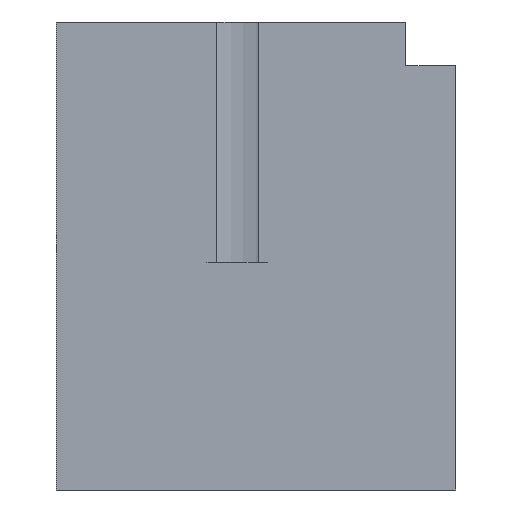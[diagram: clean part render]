
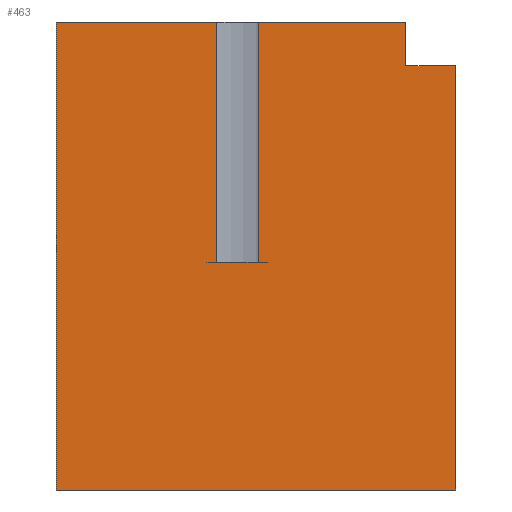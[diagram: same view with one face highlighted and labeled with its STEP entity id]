
A CAD part, left-side view. The second image highlights one B-rep face of the part: STEP entity #463.
In plain terms, the highlighted planar face has unit normal (-1, 0, 0).
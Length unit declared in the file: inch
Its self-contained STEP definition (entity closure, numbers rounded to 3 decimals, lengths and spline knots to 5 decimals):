
#55=FACE_OUTER_BOUND('',#84,.T.);
#84=EDGE_LOOP('',(#340,#341,#342,#343,#344,#345,#346,#347,#348,#349));
#121=LINE('',#697,#168);
#124=LINE('',#703,#171);
#133=LINE('',#725,#180);
#134=LINE('',#727,#181);
#135=LINE('',#729,#182);
#136=LINE('',#731,#183);
#137=LINE('',#733,#184);
#138=LINE('',#735,#185);
#139=LINE('',#737,#186);
#140=LINE('',#738,#187);
#168=VECTOR('',#557,0.3937);
#171=VECTOR('',#562,0.3937);
#180=VECTOR('',#581,0.3937);
#181=VECTOR('',#582,0.3937);
#182=VECTOR('',#583,0.3937);
#183=VECTOR('',#584,0.3937);
#184=VECTOR('',#585,0.3937);
#185=VECTOR('',#586,0.3937);
#186=VECTOR('',#587,0.3937);
#187=VECTOR('',#588,0.3937);
#213=VERTEX_POINT('',#693);
#215=VERTEX_POINT('',#696);
#217=VERTEX_POINT('',#702);
#225=VERTEX_POINT('',#724);
#226=VERTEX_POINT('',#726);
#227=VERTEX_POINT('',#728);
#228=VERTEX_POINT('',#730);
#229=VERTEX_POINT('',#732);
#230=VERTEX_POINT('',#734);
#231=VERTEX_POINT('',#736);
#257=EDGE_CURVE('',#215,#213,#121,.T.);
#260=EDGE_CURVE('',#217,#215,#124,.T.);
#271=EDGE_CURVE('',#225,#213,#133,.T.);
#272=EDGE_CURVE('',#225,#226,#134,.T.);
#273=EDGE_CURVE('',#226,#227,#135,.T.);
#274=EDGE_CURVE('',#227,#228,#136,.T.);
#275=EDGE_CURVE('',#229,#228,#137,.T.);
#276=EDGE_CURVE('',#230,#229,#138,.T.);
#277=EDGE_CURVE('',#230,#231,#139,.T.);
#278=EDGE_CURVE('',#231,#217,#140,.T.);
#340=ORIENTED_EDGE('',*,*,#260,.T.);
#341=ORIENTED_EDGE('',*,*,#257,.T.);
#342=ORIENTED_EDGE('',*,*,#271,.F.);
#343=ORIENTED_EDGE('',*,*,#272,.T.);
#344=ORIENTED_EDGE('',*,*,#273,.T.);
#345=ORIENTED_EDGE('',*,*,#274,.T.);
#346=ORIENTED_EDGE('',*,*,#275,.F.);
#347=ORIENTED_EDGE('',*,*,#276,.F.);
#348=ORIENTED_EDGE('',*,*,#277,.T.);
#349=ORIENTED_EDGE('',*,*,#278,.T.);
#444=PLANE('',#506);
#463=ADVANCED_FACE('',(#55),#444,.T.);
#506=AXIS2_PLACEMENT_3D('',#723,#579,#580);
#557=DIRECTION('',(0.,0.,1.));
#562=DIRECTION('',(0.,1.,0.));
#579=DIRECTION('center_axis',(-1.,0.,0.));
#580=DIRECTION('ref_axis',(0.,-1.,0.));
#581=DIRECTION('',(0.,-1.,0.));
#582=DIRECTION('',(0.,0.,-1.));
#583=DIRECTION('',(0.,1.,0.));
#584=DIRECTION('',(0.,0.,1.));
#585=DIRECTION('',(0.,-1.,0.));
#586=DIRECTION('',(0.,0.,1.));
#587=DIRECTION('',(0.,-1.,0.));
#588=DIRECTION('',(0.,0.,1.));
#693=CARTESIAN_POINT('',(0.,0.08,0.75));
#696=CARTESIAN_POINT('',(0.,0.08,0.68));
#697=CARTESIAN_POINT('',(0.,0.08,0.375));
#702=CARTESIAN_POINT('',(0.,0.,0.68));
#703=CARTESIAN_POINT('',(0.,0.34,0.68));
#723=CARTESIAN_POINT('Origin',(0.,0.64,0.));
#724=CARTESIAN_POINT('',(0.,0.31646,0.75));
#725=CARTESIAN_POINT('',(0.,0.64,0.75));
#726=CARTESIAN_POINT('',(0.,0.31646,0.365));
#727=CARTESIAN_POINT('',(0.,0.31646,0.75));
#728=CARTESIAN_POINT('',(0.,0.38354,0.365));
#729=CARTESIAN_POINT('',(0.,0.495,0.365));
#730=CARTESIAN_POINT('',(0.,0.38354,0.75));
#731=CARTESIAN_POINT('',(0.,0.38354,0.75));
#732=CARTESIAN_POINT('',(0.,0.64,0.75));
#733=CARTESIAN_POINT('',(0.,0.64,0.75));
#734=CARTESIAN_POINT('',(0.,0.64,0.));
#735=CARTESIAN_POINT('',(0.,0.64,0.));
#736=CARTESIAN_POINT('',(0.,0.,0.));
#737=CARTESIAN_POINT('',(0.,0.64,0.));
#738=CARTESIAN_POINT('',(0.,0.,0.));
